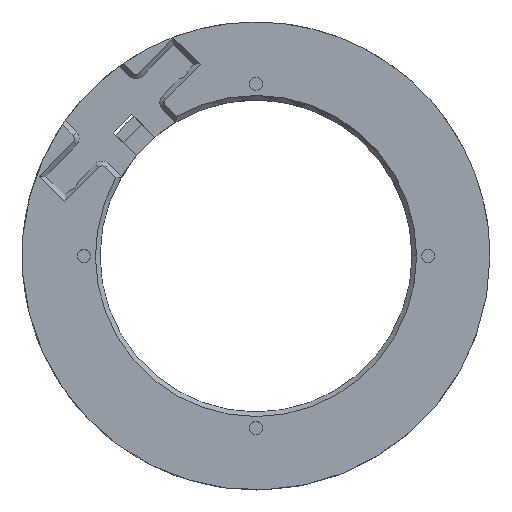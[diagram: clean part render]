
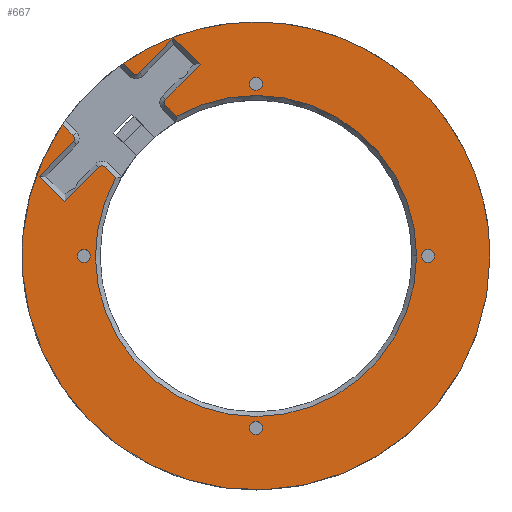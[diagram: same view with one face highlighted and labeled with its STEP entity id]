
A CAD part, top view. The second image highlights one B-rep face of the part: STEP entity #667.
In plain terms, the highlighted planar face has unit normal (0, 0, 1).
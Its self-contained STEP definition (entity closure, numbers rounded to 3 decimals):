
#32=CARTESIAN_POINT('',(99.999,-130.55,13.95));
#33=VERTEX_POINT('',#32);
#42=CARTESIAN_POINT('',(99.999,-131.95,13.95));
#43=VERTEX_POINT('',#42);
#44=CARTESIAN_POINT('',(99.999,-131.25,13.95));
#45=DIRECTION('',(0.,0.,-1.));
#46=DIRECTION('',(0.,-1.,0.));
#47=AXIS2_PLACEMENT_3D('',#44,#45,#46);
#48=CIRCLE('',#47,0.7);
#49=EDGE_CURVE('',#43,#33,#48,.T.);
#51=CARTESIAN_POINT('',(99.999,-131.25,13.95));
#52=DIRECTION('',(0.,0.,-1.));
#53=DIRECTION('',(0.,-1.,0.));
#54=AXIS2_PLACEMENT_3D('',#51,#52,#53);
#55=CIRCLE('',#54,0.7);
#56=EDGE_CURVE('',#33,#43,#55,.T.);
#83=CARTESIAN_POINT('',(80.55,-150.001,13.95));
#84=VERTEX_POINT('',#83);
#93=CARTESIAN_POINT('',(81.95,-150.001,13.95));
#94=VERTEX_POINT('',#93);
#95=CARTESIAN_POINT('',(81.25,-150.001,13.95));
#96=DIRECTION('',(0.,0.,-1.));
#97=DIRECTION('',(1.,0.,0.));
#98=AXIS2_PLACEMENT_3D('',#95,#96,#97);
#99=CIRCLE('',#98,0.7);
#100=EDGE_CURVE('',#94,#84,#99,.T.);
#102=CARTESIAN_POINT('',(81.25,-150.001,13.95));
#103=DIRECTION('',(0.,0.,-1.));
#104=DIRECTION('',(1.,0.,0.));
#105=AXIS2_PLACEMENT_3D('',#102,#103,#104);
#106=CIRCLE('',#105,0.7);
#107=EDGE_CURVE('',#84,#94,#106,.T.);
#134=CARTESIAN_POINT('',(100.001,-169.45,13.95));
#135=VERTEX_POINT('',#134);
#144=CARTESIAN_POINT('',(100.001,-168.05,13.95));
#145=VERTEX_POINT('',#144);
#146=CARTESIAN_POINT('',(100.001,-168.75,13.95));
#147=DIRECTION('',(0.,0.,-1.));
#148=DIRECTION('',(-0.,1.,-0.));
#149=AXIS2_PLACEMENT_3D('',#146,#147,#148);
#150=CIRCLE('',#149,0.7);
#151=EDGE_CURVE('',#145,#135,#150,.T.);
#153=CARTESIAN_POINT('',(100.001,-168.75,13.95));
#154=DIRECTION('',(0.,0.,-1.));
#155=DIRECTION('',(-0.,1.,-0.));
#156=AXIS2_PLACEMENT_3D('',#153,#154,#155);
#157=CIRCLE('',#156,0.7);
#158=EDGE_CURVE('',#135,#145,#157,.T.);
#467=CARTESIAN_POINT('',(100.,-150.,13.95));
#468=DIRECTION('',(0.,0.,-1.));
#469=DIRECTION('',(-1.,0.,-0.));
#470=AXIS2_PLACEMENT_3D('',#467,#468,#469);
#471=PLANE('',#470);
#472=CARTESIAN_POINT('',(76.389,-141.374,13.95));
#473=VERTEX_POINT('',#472);
#474=CARTESIAN_POINT('',(80.073,-137.543,13.95));
#475=VERTEX_POINT('',#474);
#476=CARTESIAN_POINT('',(76.389,-141.374,13.95));
#477=DIRECTION('',(0.693,0.721,0.));
#478=VECTOR('',#477,5.315);
#479=LINE('',#476,#478);
#480=EDGE_CURVE('',#473,#475,#479,.T.);
#481=ORIENTED_EDGE('',*,*,#480,.T.);
#482=CARTESIAN_POINT('',(80.065,-136.842,13.95));
#483=VERTEX_POINT('',#482);
#484=CARTESIAN_POINT('',(79.713,-137.197,13.95));
#485=DIRECTION('',(-0.,-0.,1.));
#486=DIRECTION('',(-1.,0.,-0.));
#487=AXIS2_PLACEMENT_3D('',#484,#485,#486);
#488=CIRCLE('',#487,0.5);
#489=EDGE_CURVE('',#475,#483,#488,.T.);
#490=ORIENTED_EDGE('',*,*,#489,.T.);
#491=CARTESIAN_POINT('',(78.898,-135.684,13.95));
#492=VERTEX_POINT('',#491);
#493=CARTESIAN_POINT('',(80.065,-136.842,13.95));
#494=DIRECTION('',(-0.71,0.704,-0.));
#495=VECTOR('',#494,1.644);
#496=LINE('',#493,#495);
#497=EDGE_CURVE('',#483,#492,#496,.T.);
#498=ORIENTED_EDGE('',*,*,#497,.T.);
#499=CARTESIAN_POINT('',(125.5,-150.,13.95));
#500=VERTEX_POINT('',#499);
#501=CARTESIAN_POINT('',(100.,-150.,13.95));
#502=DIRECTION('',(0.,0.,-1.));
#503=DIRECTION('',(-1.,0.,-0.));
#504=AXIS2_PLACEMENT_3D('',#501,#502,#503);
#505=CIRCLE('',#504,25.5);
#506=EDGE_CURVE('',#500,#492,#505,.T.);
#507=ORIENTED_EDGE('',*,*,#506,.F.);
#508=CARTESIAN_POINT('',(85.519,-129.011,13.95));
#509=VERTEX_POINT('',#508);
#510=CARTESIAN_POINT('',(100.,-150.,13.95));
#511=DIRECTION('',(0.,0.,-1.));
#512=DIRECTION('',(-1.,0.,-0.));
#513=AXIS2_PLACEMENT_3D('',#510,#511,#512);
#514=CIRCLE('',#513,25.5);
#515=EDGE_CURVE('',#509,#500,#514,.T.);
#516=ORIENTED_EDGE('',*,*,#515,.F.);
#517=CARTESIAN_POINT('',(86.571,-130.055,13.95));
#518=VERTEX_POINT('',#517);
#519=CARTESIAN_POINT('',(85.519,-129.011,13.95));
#520=DIRECTION('',(0.71,-0.704,0.));
#521=VECTOR('',#520,1.482);
#522=LINE('',#519,#521);
#523=EDGE_CURVE('',#509,#518,#522,.T.);
#524=ORIENTED_EDGE('',*,*,#523,.T.);
#525=CARTESIAN_POINT('',(87.283,-130.046,13.95));
#526=VERTEX_POINT('',#525);
#527=CARTESIAN_POINT('',(86.923,-129.7,13.95));
#528=DIRECTION('',(-0.,-0.,1.));
#529=DIRECTION('',(-1.,0.,-0.));
#530=AXIS2_PLACEMENT_3D('',#527,#528,#529);
#531=CIRCLE('',#530,0.5);
#532=EDGE_CURVE('',#518,#526,#531,.T.);
#533=ORIENTED_EDGE('',*,*,#532,.T.);
#534=CARTESIAN_POINT('',(90.946,-126.238,13.95));
#535=VERTEX_POINT('',#534);
#536=CARTESIAN_POINT('',(87.283,-130.046,13.95));
#537=DIRECTION('',(0.693,0.721,0.));
#538=VECTOR('',#537,5.284);
#539=LINE('',#536,#538);
#540=EDGE_CURVE('',#526,#535,#539,.T.);
#541=ORIENTED_EDGE('',*,*,#540,.T.);
#542=CARTESIAN_POINT('',(93.935,-129.112,13.95));
#543=VERTEX_POINT('',#542);
#544=CARTESIAN_POINT('',(90.946,-126.238,13.95));
#545=DIRECTION('',(0.721,-0.693,0.));
#546=VECTOR('',#545,4.147);
#547=LINE('',#544,#546);
#548=EDGE_CURVE('',#535,#543,#547,.T.);
#549=ORIENTED_EDGE('',*,*,#548,.T.);
#550=CARTESIAN_POINT('',(90.171,-132.925,13.95));
#551=VERTEX_POINT('',#550);
#552=CARTESIAN_POINT('',(93.935,-129.112,13.95));
#553=DIRECTION('',(-0.702,-0.712,-0.));
#554=VECTOR('',#553,5.357);
#555=LINE('',#552,#554);
#556=EDGE_CURVE('',#543,#551,#555,.T.);
#557=ORIENTED_EDGE('',*,*,#556,.T.);
#558=CARTESIAN_POINT('',(90.027,-133.276,13.95));
#559=VERTEX_POINT('',#558);
#560=CARTESIAN_POINT('',(90.527,-133.276,13.95));
#561=DIRECTION('',(-0.,-0.,1.));
#562=DIRECTION('',(-1.,0.,-0.));
#563=AXIS2_PLACEMENT_3D('',#560,#561,#562);
#564=CIRCLE('',#563,0.5);
#565=EDGE_CURVE('',#551,#559,#564,.T.);
#566=ORIENTED_EDGE('',*,*,#565,.T.);
#567=CARTESIAN_POINT('',(90.175,-133.631,13.95));
#568=VERTEX_POINT('',#567);
#569=CARTESIAN_POINT('',(90.527,-133.276,13.95));
#570=DIRECTION('',(-0.,-0.,1.));
#571=DIRECTION('',(-1.,0.,-0.));
#572=AXIS2_PLACEMENT_3D('',#569,#570,#571);
#573=CIRCLE('',#572,0.5);
#574=EDGE_CURVE('',#559,#568,#573,.T.);
#575=ORIENTED_EDGE('',*,*,#574,.T.);
#576=CARTESIAN_POINT('',(91.344,-134.791,13.95));
#577=VERTEX_POINT('',#576);
#578=CARTESIAN_POINT('',(90.175,-133.631,13.95));
#579=DIRECTION('',(0.71,-0.704,0.));
#580=VECTOR('',#579,1.647);
#581=LINE('',#578,#580);
#582=EDGE_CURVE('',#568,#577,#581,.T.);
#583=ORIENTED_EDGE('',*,*,#582,.T.);
#584=CARTESIAN_POINT('',(117.5,-150.,13.95));
#585=VERTEX_POINT('',#584);
#586=CARTESIAN_POINT('',(100.,-150.,13.95));
#587=DIRECTION('',(0.,0.,-1.));
#588=DIRECTION('',(-1.,0.,-0.));
#589=AXIS2_PLACEMENT_3D('',#586,#587,#588);
#590=CIRCLE('',#589,17.5);
#591=EDGE_CURVE('',#577,#585,#590,.T.);
#592=ORIENTED_EDGE('',*,*,#591,.T.);
#593=CARTESIAN_POINT('',(84.723,-141.464,13.95));
#594=VERTEX_POINT('',#593);
#595=CARTESIAN_POINT('',(100.,-150.,13.95));
#596=DIRECTION('',(0.,0.,-1.));
#597=DIRECTION('',(-1.,0.,-0.));
#598=AXIS2_PLACEMENT_3D('',#595,#596,#597);
#599=CIRCLE('',#598,17.5);
#600=EDGE_CURVE('',#585,#594,#599,.T.);
#601=ORIENTED_EDGE('',*,*,#600,.T.);
#602=CARTESIAN_POINT('',(83.573,-140.323,13.95));
#603=VERTEX_POINT('',#602);
#604=CARTESIAN_POINT('',(84.723,-141.464,13.95));
#605=DIRECTION('',(-0.71,0.704,-0.));
#606=VECTOR('',#605,1.62);
#607=LINE('',#604,#606);
#608=EDGE_CURVE('',#594,#603,#607,.T.);
#609=ORIENTED_EDGE('',*,*,#608,.T.);
#610=CARTESIAN_POINT('',(82.865,-140.326,13.95));
#611=VERTEX_POINT('',#610);
#612=CARTESIAN_POINT('',(83.221,-140.677,13.95));
#613=DIRECTION('',(-0.,-0.,1.));
#614=DIRECTION('',(-1.,0.,-0.));
#615=AXIS2_PLACEMENT_3D('',#612,#613,#614);
#616=CIRCLE('',#615,0.5);
#617=EDGE_CURVE('',#603,#611,#616,.T.);
#618=ORIENTED_EDGE('',*,*,#617,.T.);
#619=CARTESIAN_POINT('',(79.181,-144.059,13.95));
#620=VERTEX_POINT('',#619);
#621=CARTESIAN_POINT('',(82.865,-140.326,13.95));
#622=DIRECTION('',(-0.702,-0.712,-0.));
#623=VECTOR('',#622,5.245);
#624=LINE('',#621,#623);
#625=EDGE_CURVE('',#611,#620,#624,.T.);
#626=ORIENTED_EDGE('',*,*,#625,.T.);
#627=CARTESIAN_POINT('',(79.181,-144.059,13.95));
#628=DIRECTION('',(-0.721,0.693,-0.));
#629=VECTOR('',#628,3.873);
#630=LINE('',#627,#629);
#631=EDGE_CURVE('',#620,#473,#630,.T.);
#632=ORIENTED_EDGE('',*,*,#631,.T.);
#633=EDGE_LOOP('',(#481,#490,#498,#507,#516,#524,#533,#541,#549,#557,#566,#575,#583,#592,#601,#609,#618,#626,#632));
#634=FACE_BOUND('',#633,.T.);
#635=ORIENTED_EDGE('',*,*,#49,.T.);
#636=ORIENTED_EDGE('',*,*,#56,.T.);
#637=EDGE_LOOP('',(#635,#636));
#638=FACE_BOUND('',#637,.T.);
#639=ORIENTED_EDGE('',*,*,#100,.T.);
#640=ORIENTED_EDGE('',*,*,#107,.T.);
#641=EDGE_LOOP('',(#639,#640));
#642=FACE_BOUND('',#641,.T.);
#643=ORIENTED_EDGE('',*,*,#151,.T.);
#644=ORIENTED_EDGE('',*,*,#158,.T.);
#645=EDGE_LOOP('',(#643,#644));
#646=FACE_BOUND('',#645,.T.);
#647=CARTESIAN_POINT('',(118.05,-149.999,13.95));
#648=VERTEX_POINT('',#647);
#649=CARTESIAN_POINT('',(119.45,-149.999,13.95));
#650=VERTEX_POINT('',#649);
#651=CARTESIAN_POINT('',(118.75,-149.999,13.95));
#652=DIRECTION('',(0.,0.,-1.));
#653=DIRECTION('',(-1.,0.,-0.));
#654=AXIS2_PLACEMENT_3D('',#651,#652,#653);
#655=CIRCLE('',#654,0.7);
#656=EDGE_CURVE('',#648,#650,#655,.T.);
#657=ORIENTED_EDGE('',*,*,#656,.T.);
#658=CARTESIAN_POINT('',(118.75,-149.999,13.95));
#659=DIRECTION('',(0.,0.,-1.));
#660=DIRECTION('',(-1.,0.,-0.));
#661=AXIS2_PLACEMENT_3D('',#658,#659,#660);
#662=CIRCLE('',#661,0.7);
#663=EDGE_CURVE('',#650,#648,#662,.T.);
#664=ORIENTED_EDGE('',*,*,#663,.T.);
#665=EDGE_LOOP('',(#657,#664));
#666=FACE_BOUND('',#665,.T.);
#667=ADVANCED_FACE('',(#634,#638,#642,#646,#666),#471,.F.);
